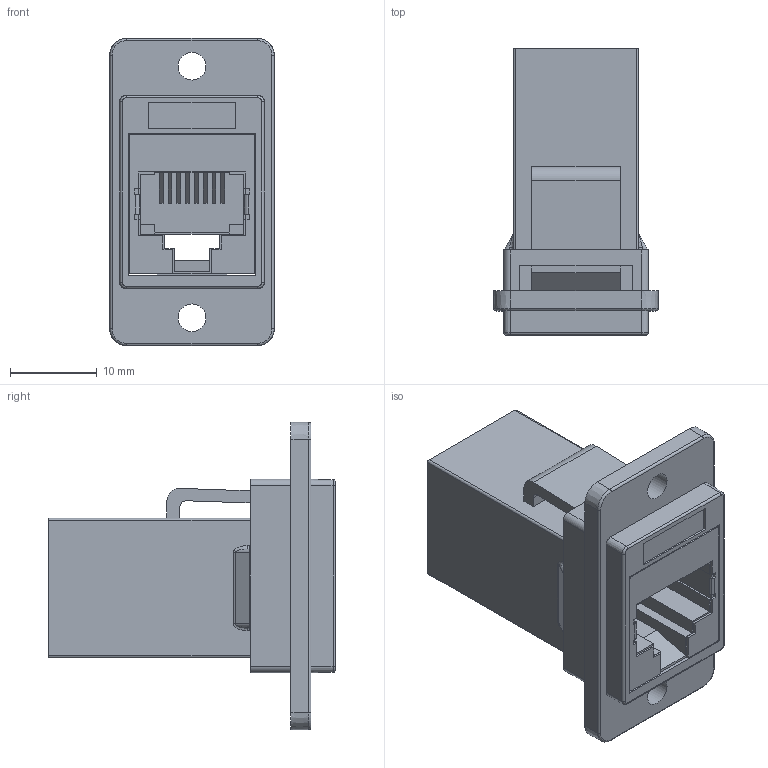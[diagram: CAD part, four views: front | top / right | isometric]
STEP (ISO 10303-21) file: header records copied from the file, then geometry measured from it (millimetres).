
FILE_DESCRIPTION(/* description */ (''),/* implementation_level */ '2;1');
FILE_NAME(/* name */ 'CP30720X1 CAT5 3.2 hole.stp',/* time_stamp */ '2025-03-20T12:53:00Z',/* author */ ('tottley'),/* organization */ (''),/* preprocessor_version */ 'ST-DEVELOPER v20',/* originating_system */ 'Autodesk Inventor 2025',/* authorisation */ '');
FILE_SCHEMA (('AUTOMOTIVE_DESIGN { 1 0 10303 214 3 1 1 }'));
Length unit declared in the file: millimetre
Products named in the file (1): CP30720 CAT5 csk
Bounding box: 19 x 33 x 35.5 mm (x, y, z)
Volume: 6451.3 mm3; surface area: 6997.4 mm2
Topology: 1 solids, 3 shells, 354 faces, 1003 edges, 658 vertices
Faces by surface type: plane 289, cylinder 34, bspline 15, torus 8, cone 8
Full cylindrical faces by diameter (mm): 3.2 x2
Entity records: 11946 total; most frequent: CARTESIAN_POINT 2276, ORIENTED_EDGE 2006, DIRECTION 1757, EDGE_CURVE 1003, LINE 885, VECTOR 885, VERTEX_POINT 658, AXIS2_PLACEMENT_3D 436
